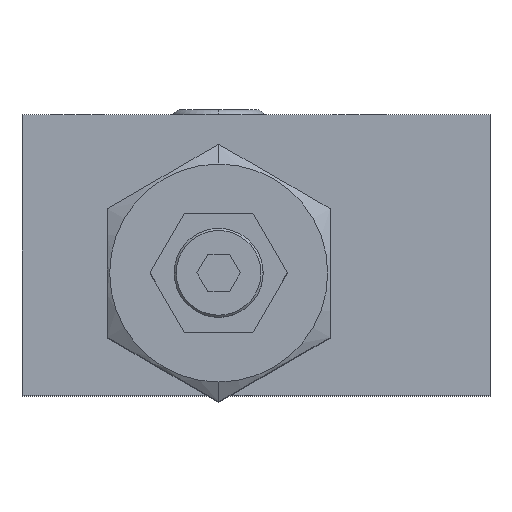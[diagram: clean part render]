
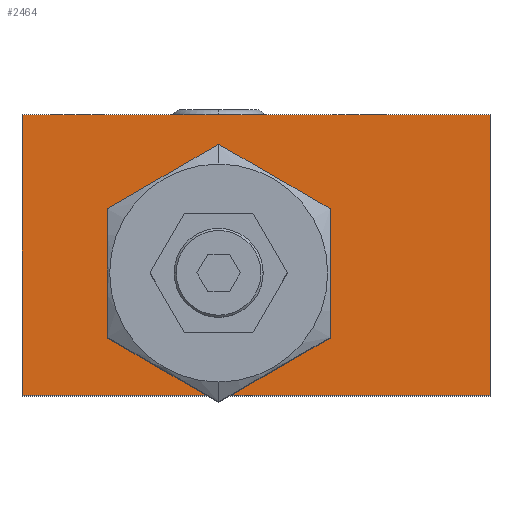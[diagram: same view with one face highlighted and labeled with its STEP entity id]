
A CAD part, top view. The second image highlights one B-rep face of the part: STEP entity #2464.
In plain terms, the highlighted planar face has unit normal (0, 0, 1).
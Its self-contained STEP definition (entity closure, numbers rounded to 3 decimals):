
#205=DIRECTION('',(0.,-1.,0.));
#206=VECTOR('',#205,29.997);
#207=CARTESIAN_POINT('',(-21.006,16.993,49.987));
#208=LINE('',#207,#206);
#209=DIRECTION('',(-1.,0.,0.));
#210=VECTOR('',#209,49.987);
#211=CARTESIAN_POINT('',(28.981,16.993,49.987));
#212=LINE('',#211,#210);
#213=DIRECTION('',(0.,1.,0.));
#214=VECTOR('',#213,29.997);
#215=CARTESIAN_POINT('',(28.981,-13.005,49.987));
#216=LINE('',#215,#214);
#217=DIRECTION('',(1.,0.,0.));
#218=VECTOR('',#217,49.987);
#219=CARTESIAN_POINT('',(-21.006,-13.005,49.987));
#220=LINE('',#219,#218);
#221=CARTESIAN_POINT('',(0.,0.,49.987));
#222=DIRECTION('',(0.,0.,1.));
#223=DIRECTION('',(-1.,0.,0.));
#224=AXIS2_PLACEMENT_3D('',#221,#222,#223);
#226=CARTESIAN_POINT('',(0.,0.,49.987));
#227=DIRECTION('',(0.,0.,1.));
#228=DIRECTION('',(1.,0.,0.));
#229=AXIS2_PLACEMENT_3D('',#226,#227,#228);
#2143=CARTESIAN_POINT('',(-21.006,16.993,49.987));
#2144=CARTESIAN_POINT('',(-21.006,-13.005,49.987));
#2145=VERTEX_POINT('',#2143);
#2146=VERTEX_POINT('',#2144);
#2147=CARTESIAN_POINT('',(28.981,-13.005,49.987));
#2148=VERTEX_POINT('',#2147);
#2149=CARTESIAN_POINT('',(28.981,16.993,49.987));
#2150=VERTEX_POINT('',#2149);
#2231=CARTESIAN_POINT('',(-11.659,0.,49.987));
#2232=CARTESIAN_POINT('',(11.659,0.,49.987));
#2233=VERTEX_POINT('',#2231);
#2234=VERTEX_POINT('',#2232);
#2447=CARTESIAN_POINT('',(0.,0.,49.987));
#2448=DIRECTION('',(0.,0.,1.));
#2449=DIRECTION('',(1.,0.,0.));
#2450=AXIS2_PLACEMENT_3D('',#2447,#2448,#2449);
#2451=PLANE('',#2450);
#2452=ORIENTED_EDGE('',*,*,#2363,.F.);
#2453=ORIENTED_EDGE('',*,*,#2378,.F.);
#2454=ORIENTED_EDGE('',*,*,#2416,.F.);
#2455=ORIENTED_EDGE('',*,*,#2429,.F.);
#2456=EDGE_LOOP('',(#2452,#2453,#2454,#2455));
#2457=FACE_OUTER_BOUND('',#2456,.F.);
#2459=ORIENTED_EDGE('',*,*,#2458,.T.);
#2461=ORIENTED_EDGE('',*,*,#2460,.T.);
#2462=EDGE_LOOP('',(#2459,#2461));
#2463=FACE_BOUND('',#2462,.F.);
#225=CIRCLE('',#224,11.659);
#230=CIRCLE('',#229,11.659);
#2363=EDGE_CURVE('',#2145,#2146,#208,.T.);
#2378=EDGE_CURVE('',#2150,#2145,#212,.T.);
#2416=EDGE_CURVE('',#2148,#2150,#216,.T.);
#2429=EDGE_CURVE('',#2146,#2148,#220,.T.);
#2458=EDGE_CURVE('',#2233,#2234,#225,.T.);
#2460=EDGE_CURVE('',#2234,#2233,#230,.T.);
#2464=ADVANCED_FACE('',(#2457,#2463),#2451,.T.);
